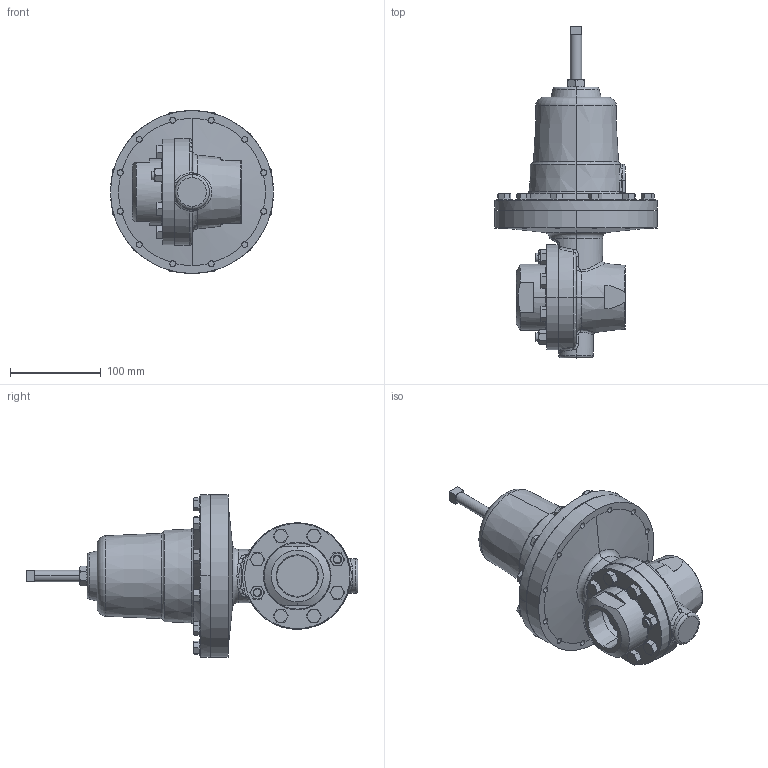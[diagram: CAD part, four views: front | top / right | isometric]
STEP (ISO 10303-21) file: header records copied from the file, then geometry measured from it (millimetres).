
FILE_DESCRIPTION (( 'STEP AP203' ), '1' );
FILE_NAME ('60-150-CS-PT.STEP', '2017-07-20T11:58:01', ( '' ), ( '' ), 'SwSTEP 2.0', 'SolidWorks 2014', '' );
FILE_SCHEMA (( 'CONFIG_CONTROL_DESIGN' ));
Length unit declared in the file: inch
Products named in the file (2): 60-150-CS-PT
Bounding box: 179.32 x 365.25 x 179.32 mm (x, y, z)
Volume: 2393510.9 mm3; surface area: 208226.4 mm2
Topology: 1 solids, 1 shells, 685 faces, 1649 edges, 1007 vertices
Faces by surface type: cone 236, plane 231, cylinder 137, bspline 40, torus 35, sphere 6
Entity records: 24101 total; most frequent: CARTESIAN_POINT 8357, ORIENTED_EDGE 3298, DIRECTION 3255, EDGE_CURVE 1649, AXIS2_PLACEMENT_3D 1380, VERTEX_POINT 1007, EDGE_LOOP 764, CIRCLE 733
